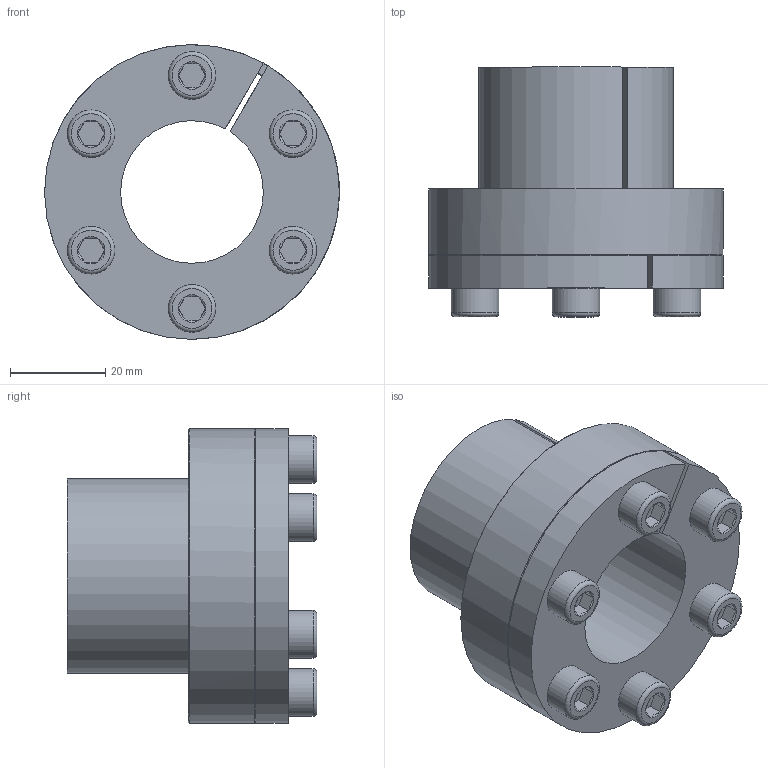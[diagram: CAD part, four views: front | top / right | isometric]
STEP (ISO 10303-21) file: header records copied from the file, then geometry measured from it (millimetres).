
FILE_DESCRIPTION(/* description */ ('Alibre Inc.'),/* implementation_level */ '2;1');
FILE_NAME(/* name */ 'export0',/* time_stamp */ '2012-12-23T14:53:39+01:00',/* author */ (''),/* organization */ (''),/* preprocessor_version */ 'ST-DEVELOPER v14',/* originating_system */ 'Alibre',/* authorisation */ '');
FILE_SCHEMA (('AUTOMOTIVE_DESIGN'));
Length unit declared in the file: millimetre
Bounding box: 62 x 52.5 x 62 mm (x, y, z)
Volume: 65402.3 mm3; surface area: 23646.7 mm2
Topology: 7 solids, 7 shells, 176 faces, 333 edges, 194 vertices
Faces by surface type: plane 80, cone 49, cylinder 35, torus 12
Full cylindrical faces by diameter (mm): 5 x6, 6 x18, 10 x6, 62 x1
Entity records: 4351 total; most frequent: CARTESIAN_POINT 937, DIRECTION 644, ORIENTED_EDGE 534, AXIS2_PLACEMENT_3D 323, EDGE_CURVE 267, EDGE_LOOP 265, FACE_BOUND 265, VERTEX_POINT 180
